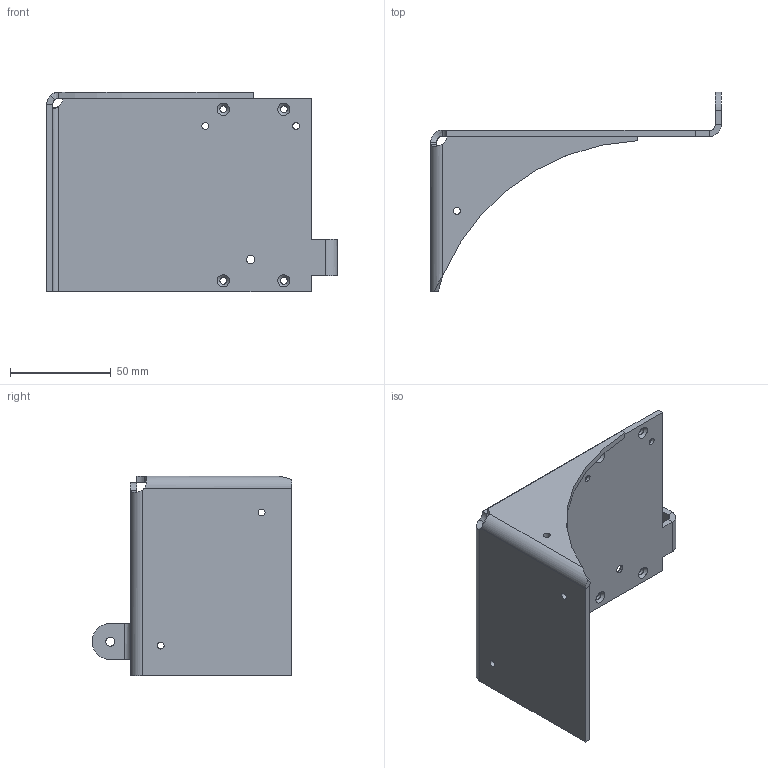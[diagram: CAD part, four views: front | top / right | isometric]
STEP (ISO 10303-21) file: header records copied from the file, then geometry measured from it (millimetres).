
FILE_DESCRIPTION(('FreeCAD Model'),'2;1');
FILE_NAME('Open CASCADE Shape Model','2024-08-31T10:32:28',(''),(''), 'Open CASCADE STEP processor 7.6','FreeCAD','Unknown');
FILE_SCHEMA(('AUTOMOTIVE_DESIGN { 1 0 10303 214 1 1 1 1 }'));
Length unit declared in the file: millimetre
Products named in the file (1): laser_support_bracket_v5
Bounding box: 144 x 99 x 99 mm (x, y, z)
Volume: 67328.9 mm3; surface area: 47765.1 mm2
Topology: 1 solids, 1 shells, 56 faces, 131 edges, 77 vertices
Faces by surface type: cylinder 22, plane 20, bspline 7, cone 7
Full cylindrical faces by diameter (mm): 3.4 x9, 4.2 x1, 4.5 x1
Entity records: 4253 total; most frequent: CARTESIAN_POINT 2961, ORIENTED_EDGE 262, DIRECTION 243, EDGE_CURVE 131, AXIS2_PLACEMENT_3D 89, FACE_BOUND 78, EDGE_LOOP 78, VERTEX_POINT 77
